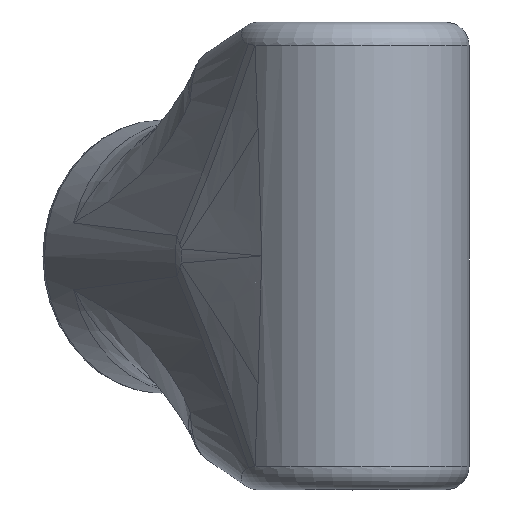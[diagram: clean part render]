
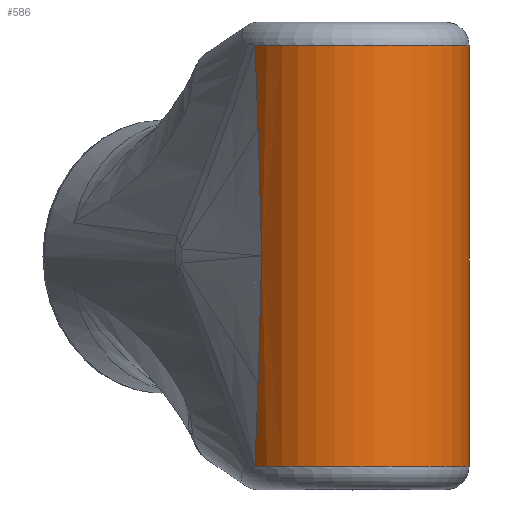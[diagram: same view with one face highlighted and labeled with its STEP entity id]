
A CAD part, top view. The second image highlights one B-rep face of the part: STEP entity #586.
In plain terms, the highlighted cylindrical face has radius 5 mm (diameter 10 mm), a partial arc.
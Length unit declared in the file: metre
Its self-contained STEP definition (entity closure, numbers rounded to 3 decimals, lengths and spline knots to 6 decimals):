
#41=CYLINDRICAL_SURFACE('',#652,0.005);
#71=B_SPLINE_CURVE_WITH_KNOTS('',3,(#907,#908,#909,#910),.UNSPECIFIED.,
 .F.,.F.,(4,4),(0.005262,0.008818),.UNSPECIFIED.);
#72=B_SPLINE_CURVE_WITH_KNOTS('',3,(#912,#913,#914,#915),.UNSPECIFIED.,
 .F.,.F.,(4,4),(0.,0.005458),.UNSPECIFIED.);
#73=B_SPLINE_CURVE_WITH_KNOTS('',3,(#916,#917,#918,#919),.UNSPECIFIED.,
 .F.,.F.,(4,4),(0.,0.005458),.UNSPECIFIED.);
#74=B_SPLINE_CURVE_WITH_KNOTS('',3,(#921,#922,#923,#924),.UNSPECIFIED.,
 .F.,.F.,(4,4),(0.,0.003555),.UNSPECIFIED.);
#75=B_SPLINE_CURVE_WITH_KNOTS('',3,(#928,#929,#930,#931),.UNSPECIFIED.,
 .F.,.F.,(4,4),(0.005262,0.008818),.UNSPECIFIED.);
#76=B_SPLINE_CURVE_WITH_KNOTS('',3,(#933,#934,#935,#936),.UNSPECIFIED.,
 .F.,.F.,(4,4),(0.,0.005458),.UNSPECIFIED.);
#77=B_SPLINE_CURVE_WITH_KNOTS('',3,(#937,#938,#939,#940),.UNSPECIFIED.,
 .F.,.F.,(4,4),(0.,0.005458),.UNSPECIFIED.);
#78=B_SPLINE_CURVE_WITH_KNOTS('',3,(#942,#943,#944,#945),.UNSPECIFIED.,
 .F.,.F.,(4,4),(0.,0.003555),.UNSPECIFIED.);
#136=ORIENTED_EDGE('',*,*,#306,.T.);
#137=ORIENTED_EDGE('',*,*,#307,.T.);
#138=ORIENTED_EDGE('',*,*,#308,.T.);
#139=ORIENTED_EDGE('',*,*,#309,.T.);
#140=ORIENTED_EDGE('',*,*,#310,.T.);
#141=ORIENTED_EDGE('',*,*,#311,.T.);
#142=ORIENTED_EDGE('',*,*,#312,.T.);
#143=ORIENTED_EDGE('',*,*,#313,.T.);
#144=ORIENTED_EDGE('',*,*,#314,.T.);
#145=ORIENTED_EDGE('',*,*,#315,.T.);
#306=EDGE_CURVE('',#389,#390,#432,.T.);
#307=EDGE_CURVE('',#390,#391,#71,.T.);
#308=EDGE_CURVE('',#391,#374,#72,.T.);
#309=EDGE_CURVE('',#374,#392,#73,.F.);
#310=EDGE_CURVE('',#392,#393,#74,.T.);
#311=EDGE_CURVE('',#393,#394,#433,.F.);
#312=EDGE_CURVE('',#394,#395,#75,.T.);
#313=EDGE_CURVE('',#395,#372,#76,.T.);
#314=EDGE_CURVE('',#372,#396,#77,.F.);
#315=EDGE_CURVE('',#396,#389,#78,.T.);
#372=VERTEX_POINT('',#816);
#374=VERTEX_POINT('',#827);
#389=VERTEX_POINT('',#905);
#390=VERTEX_POINT('',#906);
#391=VERTEX_POINT('',#911);
#392=VERTEX_POINT('',#920);
#393=VERTEX_POINT('',#925);
#394=VERTEX_POINT('',#927);
#395=VERTEX_POINT('',#932);
#396=VERTEX_POINT('',#941);
#432=CIRCLE('',#653,0.005);
#433=CIRCLE('',#654,0.005);
#464=EDGE_LOOP('',(#136,#137,#138,#139,#140,#141,#142,#143,#144,#145));
#524=FACE_BOUND('',#464,.T.);
#586=ADVANCED_FACE('',(#524),#41,.T.);
#652=AXIS2_PLACEMENT_3D('',#903,#721,#722);
#653=AXIS2_PLACEMENT_3D('',#904,#723,#724);
#654=AXIS2_PLACEMENT_3D('',#926,#725,#726);
#721=DIRECTION('',(0.,-1.,0.));
#722=DIRECTION('',(0.,0.,1.));
#723=DIRECTION('',(0.,1.,0.));
#724=DIRECTION('',(0.,0.,-1.));
#725=DIRECTION('',(0.,1.,0.));
#726=DIRECTION('',(0.,0.,-1.));
#816=CARTESIAN_POINT('',(-0.049076,0.,0.289192));
#827=CARTESIAN_POINT('',(-0.040531,0.,0.284249));
#903=CARTESIAN_POINT('',(-0.045204,0.010002,0.286028));
#904=CARTESIAN_POINT('',(-0.045204,-0.009,0.286028));
#905=CARTESIAN_POINT('',(-0.049363,-0.009,0.288803));
#906=CARTESIAN_POINT('',(-0.040725,-0.009,0.283806));
#907=CARTESIAN_POINT('',(-0.040725,-0.009,0.283806));
#908=CARTESIAN_POINT('',(-0.040683,-0.007819,0.283891));
#909=CARTESIAN_POINT('',(-0.040652,-0.006636,0.283959));
#910=CARTESIAN_POINT('',(-0.040629,-0.005452,0.28401));
#911=CARTESIAN_POINT('',(-0.040629,-0.005452,0.28401));
#912=CARTESIAN_POINT('',(-0.040629,-0.005452,0.28401));
#913=CARTESIAN_POINT('',(-0.040594,-0.003635,0.284089));
#914=CARTESIAN_POINT('',(-0.040562,-0.001817,0.284168));
#915=CARTESIAN_POINT('',(-0.040531,0.,0.284249));
#916=CARTESIAN_POINT('',(-0.040629,0.005452,0.28401));
#917=CARTESIAN_POINT('',(-0.040594,0.003635,0.284089));
#918=CARTESIAN_POINT('',(-0.040562,0.001817,0.284168));
#919=CARTESIAN_POINT('',(-0.040531,0.,0.284249));
#920=CARTESIAN_POINT('',(-0.040629,0.005452,0.28401));
#921=CARTESIAN_POINT('',(-0.040629,0.005452,0.28401));
#922=CARTESIAN_POINT('',(-0.040652,0.006636,0.283959));
#923=CARTESIAN_POINT('',(-0.040683,0.007819,0.283891));
#924=CARTESIAN_POINT('',(-0.040725,0.009,0.283806));
#925=CARTESIAN_POINT('',(-0.040725,0.009,0.283806));
#926=CARTESIAN_POINT('',(-0.045204,0.009,0.286028));
#927=CARTESIAN_POINT('',(-0.049363,0.009,0.288803));
#928=CARTESIAN_POINT('',(-0.049363,0.009,0.288803));
#929=CARTESIAN_POINT('',(-0.049311,0.007819,0.288882));
#930=CARTESIAN_POINT('',(-0.049267,0.006636,0.288942));
#931=CARTESIAN_POINT('',(-0.049234,0.005452,0.288987));
#932=CARTESIAN_POINT('',(-0.049234,0.005452,0.288987));
#933=CARTESIAN_POINT('',(-0.049234,0.005452,0.288987));
#934=CARTESIAN_POINT('',(-0.049183,0.003635,0.289057));
#935=CARTESIAN_POINT('',(-0.04913,0.001817,0.289125));
#936=CARTESIAN_POINT('',(-0.049076,0.,0.289192));
#937=CARTESIAN_POINT('',(-0.049234,-0.005452,0.288987));
#938=CARTESIAN_POINT('',(-0.049183,-0.003635,0.289057));
#939=CARTESIAN_POINT('',(-0.04913,-0.001817,0.289125));
#940=CARTESIAN_POINT('',(-0.049076,0.,0.289192));
#941=CARTESIAN_POINT('',(-0.049234,-0.005452,0.288987));
#942=CARTESIAN_POINT('',(-0.049234,-0.005452,0.288987));
#943=CARTESIAN_POINT('',(-0.049267,-0.006636,0.288942));
#944=CARTESIAN_POINT('',(-0.049311,-0.007819,0.288882));
#945=CARTESIAN_POINT('',(-0.049363,-0.009,0.288803));
